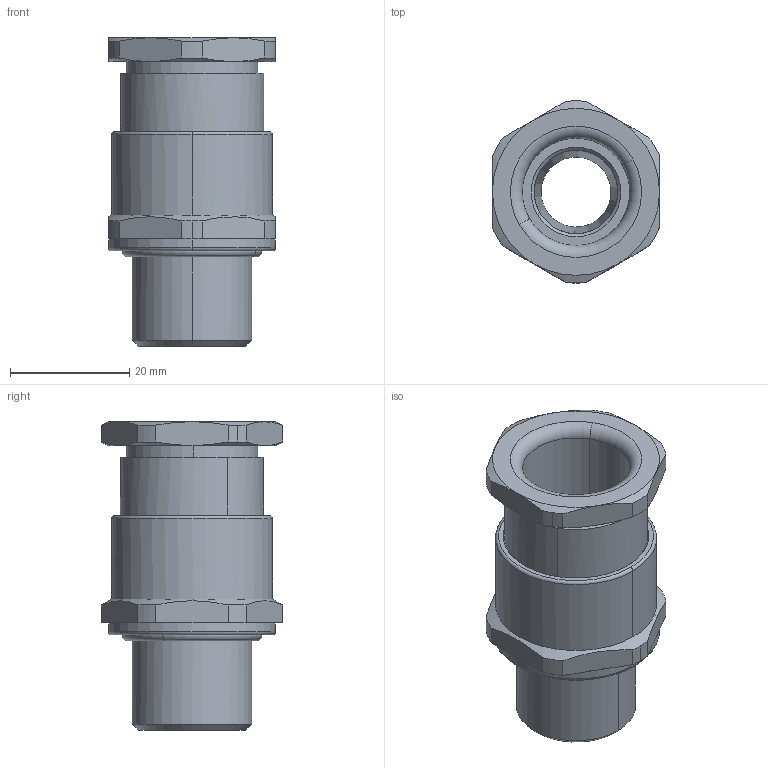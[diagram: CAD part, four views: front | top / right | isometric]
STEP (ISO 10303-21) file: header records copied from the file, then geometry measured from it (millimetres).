
FILE_DESCRIPTION(('CATIA V5 STEP Exchange','CAx-IF Rec.Pracs.--- Model Styling and Organization---1.4--- 2014-01-23'),'2;1');
FILE_NAME ('319290-2_1_1185300000_1185300000.stp','2021-05-17T02:16:04+00:00',('none'),('Weidmueller'),'CATIA Version 5-6 Release 2016 SP3 HF44','CATIA V5 STEP AP214','none');
FILE_SCHEMA(('AUTOMOTIVE_DESIGN { 1 0 10303 214 1 1 1 1 }'));
Length unit declared in the file: millimetre
Products named in the file (1): A2LS 20 M20-WM
Bounding box: 28 x 30.5 x 51.75 mm (x, y, z)
Volume: 15049.9 mm3; surface area: 11242.8 mm2
Topology: 3 solids, 3 shells, 124 faces, 294 edges, 182 vertices
Faces by surface type: cylinder 42, cone 34, plane 30, torus 18
Entity records: 3321 total; most frequent: CARTESIAN_POINT 715, ORIENTED_EDGE 588, DIRECTION 405, EDGE_CURVE 294, AXIS2_PLACEMENT_3D 244, VERTEX_POINT 182, CIRCLE 169, EDGE_LOOP 136
